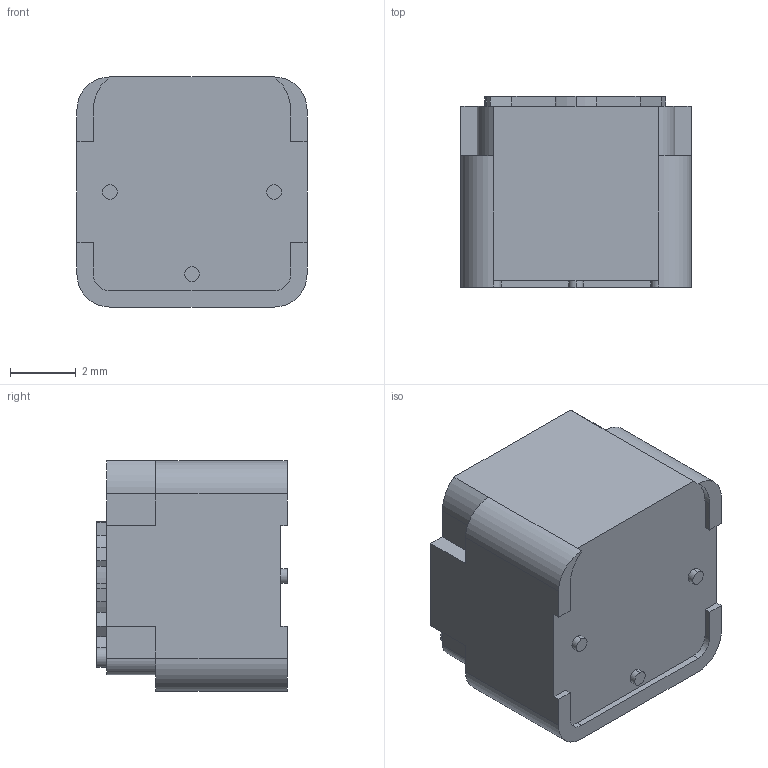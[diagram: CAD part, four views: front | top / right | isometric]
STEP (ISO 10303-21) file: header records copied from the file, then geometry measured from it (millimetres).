
FILE_DESCRIPTION (( 'STEP AP203' ), '1' );
FILE_NAME ('TrimmerPot.STEP', '2020-07-18T16:22:47', ( '' ), ( '' ), 'SwSTEP 2.0', 'SolidWorks 2019', '' );
FILE_SCHEMA (( 'CONFIG_CONTROL_DESIGN' ));
Length unit declared in the file: millimetre
Products named in the file (1): TrimmerPot
Bounding box: 7 x 5.8 x 7 mm (x, y, z)
Volume: 244.7 mm3; surface area: 329.5 mm2
Topology: 5 solids, 5 shells, 128 faces, 341 edges, 226 vertices
Faces by surface type: plane 90, cylinder 38
Entity records: 4040 total; most frequent: CARTESIAN_POINT 696, ORIENTED_EDGE 682, DIRECTION 677, EDGE_CURVE 341, LINE 263, VECTOR 263, VERTEX_POINT 226, AXIS2_PLACEMENT_3D 207
